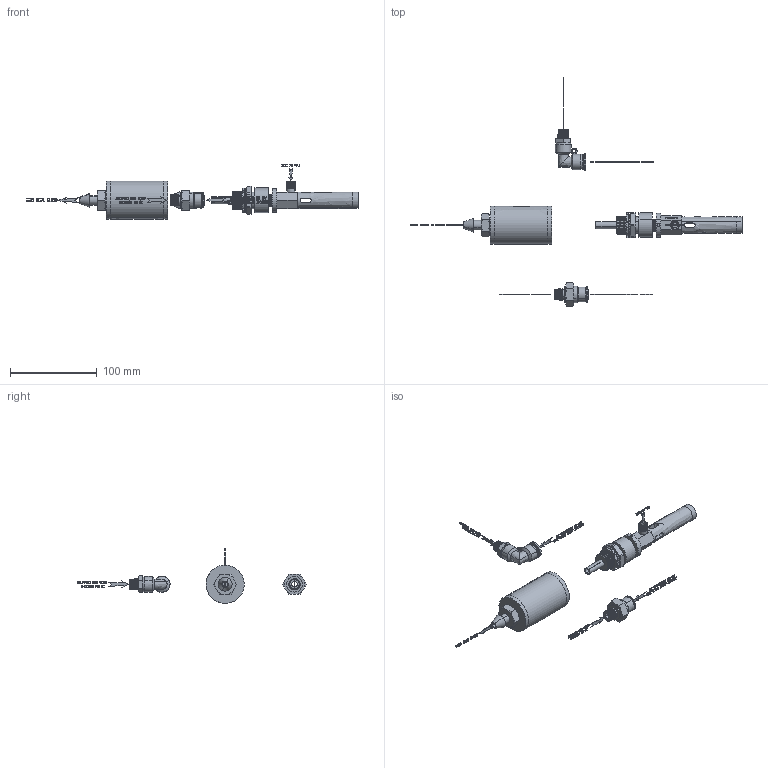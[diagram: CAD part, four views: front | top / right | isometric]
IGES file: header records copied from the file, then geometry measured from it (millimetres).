
Start section: START RECORD GO HERE.
Global section: file name: Small Panel Cooler With Cold End Muffler.igs; native system: DASSAULT SYSTEMES CATIA V5 R20 - www.3ds.com; preprocessor: CATIA Version 5 Release 20 ; author: DESIGNENG; organization: KJNDESIGN; date: 20150325.105524; units: millimetre
Bounding box: 383.16 x 263.7 x 63.1 mm (x, y, z)
Volume: 177927.2 mm3; surface area: 48829.8 mm2
Topology: 149 solids, 149 shells, 4029 faces, 10888 edges, 7232 vertices
Faces by surface type: bspline 4029
